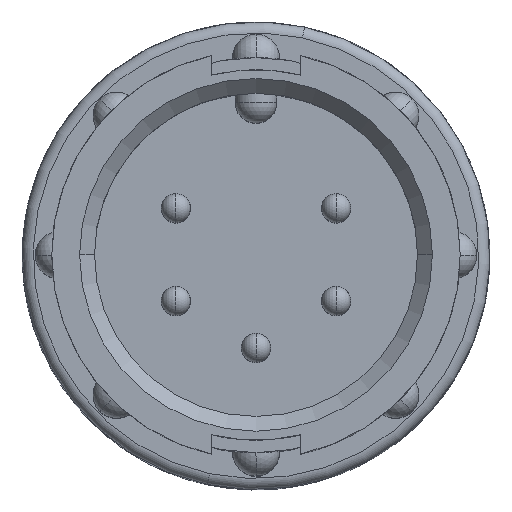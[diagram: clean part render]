
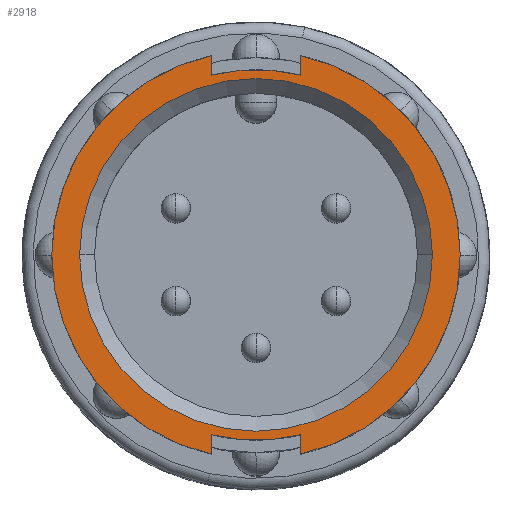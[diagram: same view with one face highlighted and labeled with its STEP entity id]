
A CAD part, top view. The second image highlights one B-rep face of the part: STEP entity #2918.
In plain terms, the highlighted planar face has unit normal (0, 0, 1).
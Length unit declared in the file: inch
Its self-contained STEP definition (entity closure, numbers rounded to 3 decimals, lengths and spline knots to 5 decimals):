
#105 = ORIENTED_EDGE ( 'NONE', *, *, #3932, .F. ) ;
#328 = AXIS2_PLACEMENT_3D ( 'NONE', #1028, #6136, #1790 ) ;
#341 = VERTEX_POINT ( 'NONE', #2580 ) ;
#393 = CARTESIAN_POINT ( 'NONE',  ( 0.06, -0.24218, 0. ) ) ;
#406 = CIRCLE ( 'NONE', #8642, 0.2495 ) ;
#411 = DIRECTION ( 'NONE',  ( 1., 0., 0. ) ) ;
#660 = DIRECTION ( 'NONE',  ( 0., 0., -1. ) ) ;
#702 = ORIENTED_EDGE ( 'NONE', *, *, #8274, .T. ) ;
#781 = VECTOR ( 'NONE', #5506, 39.37008 ) ;
#796 = LINE ( 'NONE', #393, #8592 ) ;
#837 = FACE_OUTER_BOUND ( 'NONE', #5744, .T. ) ;
#865 = AXIS2_PLACEMENT_3D ( 'NONE', #3158, #8293, #3887 ) ;
#1028 = CARTESIAN_POINT ( 'NONE',  ( 0., 0., 0. ) ) ;
#1117 = CIRCLE ( 'NONE', #4117, 0.275 ) ;
#1348 = DIRECTION ( 'NONE',  ( 0., 0., 1. ) ) ;
#1417 = VERTEX_POINT ( 'NONE', #3698 ) ;
#1426 = LINE ( 'NONE', #2308, #8995 ) ;
#1496 = EDGE_CURVE ( 'NONE', #2474, #1624, #5063, .T. ) ;
#1624 = VERTEX_POINT ( 'NONE', #1908 ) ;
#1656 = CARTESIAN_POINT ( 'NONE',  ( -0.06, -0.24218, 0. ) ) ;
#1722 = VERTEX_POINT ( 'NONE', #5571 ) ;
#1790 = DIRECTION ( 'NONE',  ( 1., 0., 0. ) ) ;
#1908 = CARTESIAN_POINT ( 'NONE',  ( -0.06, -0.24218, 0. ) ) ;
#2026 = ORIENTED_EDGE ( 'NONE', *, *, #6898, .F. ) ;
#2112 = PLANE ( 'NONE',  #8430 ) ;
#2302 = EDGE_CURVE ( 'NONE', #1722, #4622, #1426, .T. ) ;
#2308 = CARTESIAN_POINT ( 'NONE',  ( -0.06, 0.26837, 0. ) ) ;
#2474 = VERTEX_POINT ( 'NONE', #6018 ) ;
#2580 = CARTESIAN_POINT ( 'NONE',  ( 0.06, 0.24218, 0. ) ) ;
#2582 = DIRECTION ( 'NONE',  ( 0., 1., 0. ) ) ;
#2709 = LINE ( 'NONE', #5479, #781 ) ;
#2807 = EDGE_CURVE ( 'NONE', #1722, #6032, #7147, .T. ) ;
#2918 = ADVANCED_FACE ( 'NONE', ( #4711, #837 ), #2112, .F. ) ;
#2947 = DIRECTION ( 'NONE',  ( 0., 0., -1. ) ) ;
#3046 = LINE ( 'NONE', #1656, #4753 ) ;
#3130 = CARTESIAN_POINT ( 'NONE',  ( 0., 0., 0. ) ) ;
#3158 = CARTESIAN_POINT ( 'NONE',  ( 0., 0., 0. ) ) ;
#3165 = EDGE_CURVE ( 'NONE', #1417, #3651, #6407, .T. ) ;
#3190 = CIRCLE ( 'NONE', #865, 0.2375 ) ;
#3295 = ORIENTED_EDGE ( 'NONE', *, *, #7485, .F. ) ;
#3651 = VERTEX_POINT ( 'NONE', #5496 ) ;
#3698 = CARTESIAN_POINT ( 'NONE',  ( -0.2375, 0., 0. ) ) ;
#3856 = DIRECTION ( 'NONE',  ( 1., 0., 0. ) ) ;
#3887 = DIRECTION ( 'NONE',  ( 1., 0., 0. ) ) ;
#3932 = EDGE_CURVE ( 'NONE', #3651, #1417, #3190, .T. ) ;
#4117 = AXIS2_PLACEMENT_3D ( 'NONE', #9180, #4755, #411 ) ;
#4123 = EDGE_CURVE ( 'NONE', #4223, #2474, #796, .T. ) ;
#4185 = DIRECTION ( 'NONE',  ( 0., 0., 1. ) ) ;
#4223 = VERTEX_POINT ( 'NONE', #9225 ) ;
#4622 = VERTEX_POINT ( 'NONE', #7481 ) ;
#4665 = ORIENTED_EDGE ( 'NONE', *, *, #6421, .F. ) ;
#4711 = FACE_BOUND ( 'NONE', #5565, .T. ) ;
#4753 = VECTOR ( 'NONE', #7507, 39.37008 ) ;
#4755 = DIRECTION ( 'NONE',  ( 0., 0., 1. ) ) ;
#5063 = CIRCLE ( 'NONE', #6476, 0.2495 ) ;
#5095 = ORIENTED_EDGE ( 'NONE', *, *, #2807, .T. ) ;
#5175 = AXIS2_PLACEMENT_3D ( 'NONE', #8607, #4185, #9345 ) ;
#5479 = CARTESIAN_POINT ( 'NONE',  ( 0.06, 0.26837, 0. ) ) ;
#5496 = CARTESIAN_POINT ( 'NONE',  ( 0.2375, 0., 0. ) ) ;
#5506 = DIRECTION ( 'NONE',  ( 0., 1., 0. ) ) ;
#5565 = EDGE_LOOP ( 'NONE', ( #105, #5890 ) ) ;
#5571 = CARTESIAN_POINT ( 'NONE',  ( -0.06, 0.26837, 0. ) ) ;
#5701 = CARTESIAN_POINT ( 'NONE',  ( 0., 0., 0. ) ) ;
#5720 = EDGE_CURVE ( 'NONE', #4223, #9510, #1117, .T. ) ;
#5744 = EDGE_LOOP ( 'NONE', ( #3295, #6627, #5095, #2026, #5811, #6024, #8275, #702, #4665 ) ) ;
#5747 = DIRECTION ( 'NONE',  ( -1., 0., 0. ) ) ;
#5811 = ORIENTED_EDGE ( 'NONE', *, *, #1496, .F. ) ;
#5859 = CIRCLE ( 'NONE', #6941, 0.275 ) ;
#5890 = ORIENTED_EDGE ( 'NONE', *, *, #3165, .F. ) ;
#6018 = CARTESIAN_POINT ( 'NONE',  ( 0.06, -0.24218, 0. ) ) ;
#6024 = ORIENTED_EDGE ( 'NONE', *, *, #4123, .F. ) ;
#6032 = VERTEX_POINT ( 'NONE', #8090 ) ;
#6136 = DIRECTION ( 'NONE',  ( 0., 0., 1. ) ) ;
#6207 = CARTESIAN_POINT ( 'NONE',  ( 0.275, 0., 0. ) ) ;
#6407 = CIRCLE ( 'NONE', #328, 0.2375 ) ;
#6421 = EDGE_CURVE ( 'NONE', #341, #7761, #2709, .T. ) ;
#6463 = DIRECTION ( 'NONE',  ( 1., 0., 0. ) ) ;
#6476 = AXIS2_PLACEMENT_3D ( 'NONE', #3130, #8269, #3856 ) ;
#6627 = ORIENTED_EDGE ( 'NONE', *, *, #2302, .F. ) ;
#6898 = EDGE_CURVE ( 'NONE', #1624, #6032, #3046, .T. ) ;
#6941 = AXIS2_PLACEMENT_3D ( 'NONE', #5701, #1348, #6463 ) ;
#7147 = CIRCLE ( 'NONE', #5175, 0.275 ) ;
#7226 = CARTESIAN_POINT ( 'NONE',  ( 0., 0.2375, 0. ) ) ;
#7350 = CARTESIAN_POINT ( 'NONE',  ( 0., 0., 0. ) ) ;
#7426 = DIRECTION ( 'NONE',  ( 0., -1., 0. ) ) ;
#7481 = CARTESIAN_POINT ( 'NONE',  ( -0.06, 0.24218, 0. ) ) ;
#7485 = EDGE_CURVE ( 'NONE', #4622, #341, #406, .T. ) ;
#7507 = DIRECTION ( 'NONE',  ( 0., -1., 0. ) ) ;
#7761 = VERTEX_POINT ( 'NONE', #8876 ) ;
#8085 = DIRECTION ( 'NONE',  ( 1., 0., 0. ) ) ;
#8090 = CARTESIAN_POINT ( 'NONE',  ( -0.06, -0.26837, 0. ) ) ;
#8269 = DIRECTION ( 'NONE',  ( 0., 0., -1. ) ) ;
#8274 = EDGE_CURVE ( 'NONE', #9510, #7761, #5859, .T. ) ;
#8275 = ORIENTED_EDGE ( 'NONE', *, *, #5720, .T. ) ;
#8293 = DIRECTION ( 'NONE',  ( 0., 0., 1. ) ) ;
#8430 = AXIS2_PLACEMENT_3D ( 'NONE', #7226, #660, #5747 ) ;
#8592 = VECTOR ( 'NONE', #2582, 39.37008 ) ;
#8607 = CARTESIAN_POINT ( 'NONE',  ( 0., 0., 0. ) ) ;
#8642 = AXIS2_PLACEMENT_3D ( 'NONE', #7350, #2947, #8085 ) ;
#8876 = CARTESIAN_POINT ( 'NONE',  ( 0.06, 0.26837, 0. ) ) ;
#8995 = VECTOR ( 'NONE', #7426, 39.37008 ) ;
#9180 = CARTESIAN_POINT ( 'NONE',  ( 0., 0., 0. ) ) ;
#9225 = CARTESIAN_POINT ( 'NONE',  ( 0.06, -0.26837, 0. ) ) ;
#9345 = DIRECTION ( 'NONE',  ( 1., 0., 0. ) ) ;
#9510 = VERTEX_POINT ( 'NONE', #6207 ) ;
